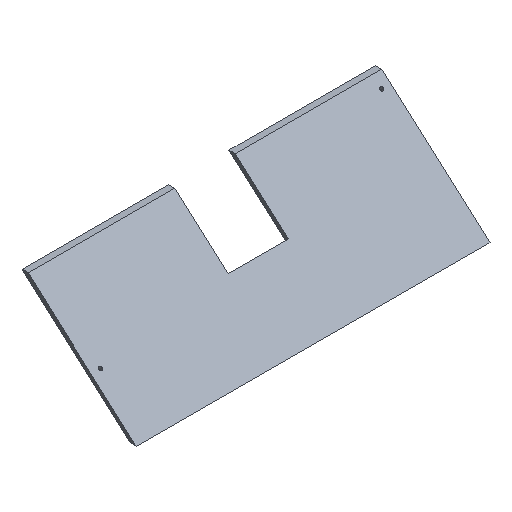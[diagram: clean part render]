
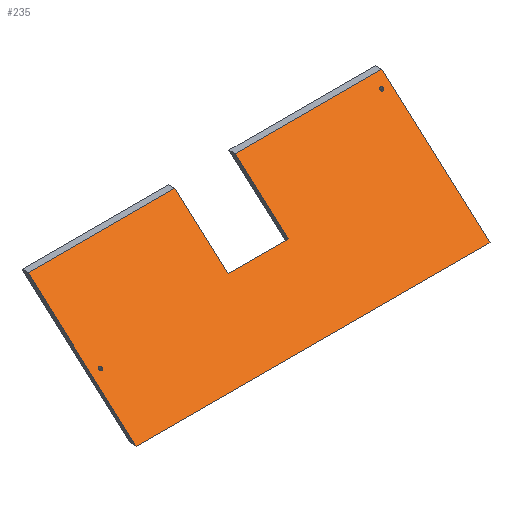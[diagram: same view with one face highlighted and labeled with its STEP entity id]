
A CAD part, isometric view. The second image highlights one B-rep face of the part: STEP entity #235.
In plain terms, the highlighted planar face has unit normal (-0.001, -0.664, 0.748).
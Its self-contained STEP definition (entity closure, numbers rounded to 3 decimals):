
#17=FACE_BOUND('',#54,.T.);
#18=FACE_BOUND('',#55,.T.);
#27=PLANE('',#265);
#39=FACE_OUTER_BOUND('',#53,.T.);
#53=EDGE_LOOP('',(#209,#210,#211,#212,#213,#214,#215,#216));
#54=EDGE_LOOP('',(#217));
#55=EDGE_LOOP('',(#218));
#60=LINE('',#345,#86);
#66=LINE('',#357,#92);
#74=LINE('',#372,#100);
#76=LINE('',#376,#102);
#77=LINE('',#378,#103);
#78=LINE('',#381,#104);
#81=LINE('',#386,#107);
#82=LINE('',#388,#108);
#86=VECTOR('',#286,10.);
#92=VECTOR('',#294,10.);
#100=VECTOR('',#306,1000.);
#102=VECTOR('',#310,1000.);
#103=VECTOR('',#313,10.);
#104=VECTOR('',#316,10.);
#107=VECTOR('',#321,10.);
#108=VECTOR('',#324,1000.);
#110=CIRCLE('',#253,1.);
#112=CIRCLE('',#256,1.);
#114=VERTEX_POINT('',#331);
#116=VERTEX_POINT('',#337);
#118=VERTEX_POINT('',#342);
#119=VERTEX_POINT('',#344);
#122=VERTEX_POINT('',#351);
#124=VERTEX_POINT('',#355);
#129=VERTEX_POINT('',#370);
#130=VERTEX_POINT('',#374);
#131=VERTEX_POINT('',#380);
#132=VERTEX_POINT('',#384);
#135=EDGE_CURVE('',#114,#114,#110,.T.);
#138=EDGE_CURVE('',#116,#116,#112,.T.);
#140=EDGE_CURVE('',#118,#119,#60,.T.);
#146=EDGE_CURVE('',#122,#124,#66,.T.);
#154=EDGE_CURVE('',#129,#124,#74,.T.);
#156=EDGE_CURVE('',#130,#129,#76,.T.);
#157=EDGE_CURVE('',#119,#130,#77,.T.);
#158=EDGE_CURVE('',#122,#131,#78,.T.);
#161=EDGE_CURVE('',#132,#131,#81,.T.);
#162=EDGE_CURVE('',#132,#118,#82,.T.);
#209=ORIENTED_EDGE('',*,*,#162,.F.);
#210=ORIENTED_EDGE('',*,*,#161,.T.);
#211=ORIENTED_EDGE('',*,*,#158,.F.);
#212=ORIENTED_EDGE('',*,*,#146,.T.);
#213=ORIENTED_EDGE('',*,*,#154,.F.);
#214=ORIENTED_EDGE('',*,*,#156,.F.);
#215=ORIENTED_EDGE('',*,*,#157,.F.);
#216=ORIENTED_EDGE('',*,*,#140,.F.);
#217=ORIENTED_EDGE('',*,*,#135,.T.);
#218=ORIENTED_EDGE('',*,*,#138,.T.);
#235=ADVANCED_FACE('',(#39,#17,#18),#27,.T.);
#253=AXIS2_PLACEMENT_3D('',#333,#274,#275);
#256=AXIS2_PLACEMENT_3D('',#339,#281,#282);
#265=AXIS2_PLACEMENT_3D('',#387,#322,#323);
#274=DIRECTION('center_axis',(0.001,0.664,-0.748));
#275=DIRECTION('ref_axis',(1.,0.,0.002));
#281=DIRECTION('center_axis',(0.001,0.664,-0.748));
#282=DIRECTION('ref_axis',(1.,0.,0.002));
#286=DIRECTION('',(1.,-0.002,0.));
#294=DIRECTION('',(-1.,0.002,0.));
#306=DIRECTION('',(0.001,0.748,0.664));
#310=DIRECTION('',(1.,-0.002,0.));
#313=DIRECTION('',(-0.001,-0.748,-0.664));
#316=DIRECTION('',(-0.001,-0.748,-0.664));
#321=DIRECTION('',(1.,-0.002,0.));
#322=DIRECTION('center_axis',(-0.001,-0.664,0.748));
#323=DIRECTION('ref_axis',(-0.001,-0.748,-0.664));
#324=DIRECTION('',(0.001,0.748,0.664));
#331=CARTESIAN_POINT('',(-395.931,-103.953,22.011));
#333=CARTESIAN_POINT('Origin',(-394.931,-103.953,22.012));
#337=CARTESIAN_POINT('',(-206.378,-73.644,49.214));
#339=CARTESIAN_POINT('Origin',(-205.378,-73.644,49.215));
#342=CARTESIAN_POINT('',(-400.118,-68.205,53.743));
#344=CARTESIAN_POINT('',(-317.119,-68.35,53.743));
#345=CARTESIAN_POINT('',(-400.118,-68.205,53.743));
#351=CARTESIAN_POINT('',(-200.119,-68.554,53.743));
#355=CARTESIAN_POINT('',(-283.119,-68.409,53.743));
#357=CARTESIAN_POINT('',(-200.119,-68.554,53.743));
#370=CARTESIAN_POINT('',(-283.171,-98.524,27.005));
#372=CARTESIAN_POINT('',(-283.088,-51.039,69.165));
#374=CARTESIAN_POINT('',(-317.171,-98.465,27.005));
#376=CARTESIAN_POINT('',(-361.034,-98.388,27.005));
#378=CARTESIAN_POINT('',(-317.121,-69.686,52.556));
#380=CARTESIAN_POINT('',(-200.226,-129.874,-0.699));
#381=CARTESIAN_POINT('',(-200.225,-129.32,-0.208));
#384=CARTESIAN_POINT('',(-400.225,-129.524,-0.699));
#386=CARTESIAN_POINT('',(-400.225,-129.524,-0.699));
#387=CARTESIAN_POINT('Origin',(-581.809,-50.518,69.165));
#388=CARTESIAN_POINT('',(-400.088,-50.835,69.165));
